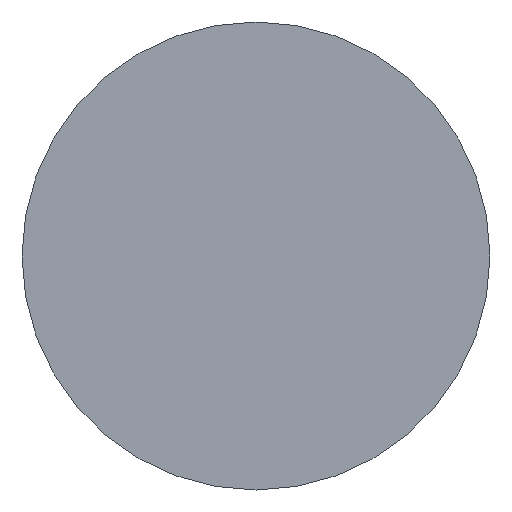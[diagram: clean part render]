
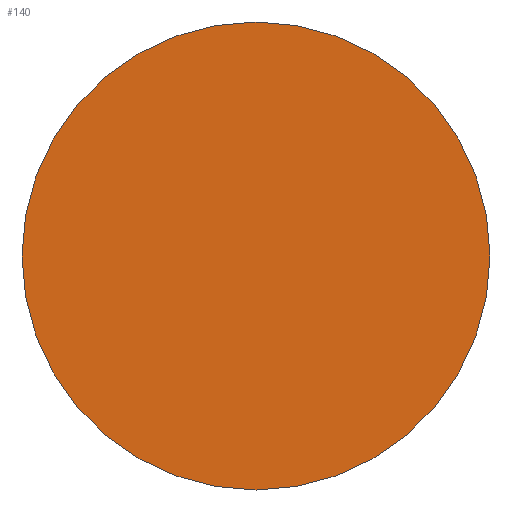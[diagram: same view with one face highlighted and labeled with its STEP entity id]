
A CAD part, left-side view. The second image highlights one B-rep face of the part: STEP entity #140.
In plain terms, the highlighted planar face has unit normal (-1, 0, 0).
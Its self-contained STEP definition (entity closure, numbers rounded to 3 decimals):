
#1 = DIRECTION ( 'NONE',  ( 0., 0., 1. ) ) ;
#3 = CIRCLE ( 'NONE', #112, 5. ) ;
#33 = CARTESIAN_POINT ( 'NONE',  ( 713.045, 247.815, 0. ) ) ;
#44 = AXIS2_PLACEMENT_3D ( 'NONE', #155, #78, #1 ) ;
#45 = DIRECTION ( 'NONE',  ( -1., 0., 0. ) ) ;
#57 = ORIENTED_EDGE ( 'NONE', *, *, #172, .T. ) ;
#63 = DIRECTION ( 'NONE',  ( 0., 0., 1. ) ) ;
#66 = PLANE ( 'NONE',  #157 ) ;
#76 = DIRECTION ( 'NONE',  ( 1., 0., 0. ) ) ;
#78 = DIRECTION ( 'NONE',  ( -1., 0., 0. ) ) ;
#86 = FACE_OUTER_BOUND ( 'NONE', #137, .T. ) ;
#90 = EDGE_CURVE ( 'NONE', #122, #173, #3, .T. ) ;
#94 = CARTESIAN_POINT ( 'NONE',  ( 713.045, 247.815, -5. ) ) ;
#112 = AXIS2_PLACEMENT_3D ( 'NONE', #147, #45, #63 ) ;
#120 = CARTESIAN_POINT ( 'NONE',  ( 713.045, 247.815, 5. ) ) ;
#122 = VERTEX_POINT ( 'NONE', #120 ) ;
#136 = DIRECTION ( 'NONE',  ( 0., 0., -1. ) ) ;
#137 = EDGE_LOOP ( 'NONE', ( #174, #57 ) ) ;
#140 = ADVANCED_FACE ( 'NONE', ( #86 ), #66, .F. ) ;
#143 = CIRCLE ( 'NONE', #44, 5. ) ;
#147 = CARTESIAN_POINT ( 'NONE',  ( 713.045, 247.815, 0. ) ) ;
#155 = CARTESIAN_POINT ( 'NONE',  ( 713.045, 247.815, 0. ) ) ;
#157 = AXIS2_PLACEMENT_3D ( 'NONE', #33, #76, #136 ) ;
#172 = EDGE_CURVE ( 'NONE', #173, #122, #143, .T. ) ;
#173 = VERTEX_POINT ( 'NONE', #94 ) ;
#174 = ORIENTED_EDGE ( 'NONE', *, *, #90, .T. ) ;
